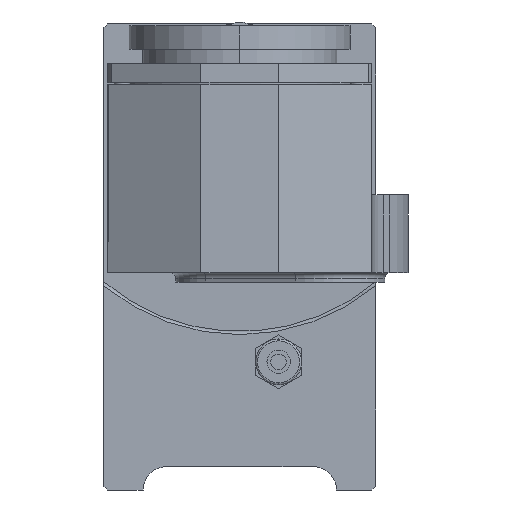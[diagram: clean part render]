
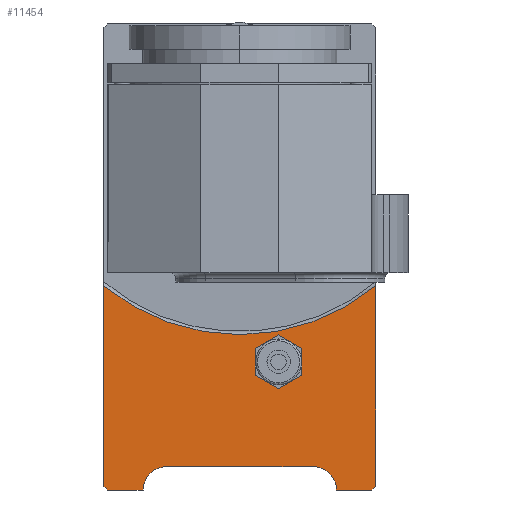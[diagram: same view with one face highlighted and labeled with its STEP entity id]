
A CAD part, left-side view. The second image highlights one B-rep face of the part: STEP entity #11454.
In plain terms, the highlighted planar face has unit normal (-1, 0, 0).
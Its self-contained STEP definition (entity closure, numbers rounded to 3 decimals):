
#4302=CARTESIAN_POINT('',(-13.,0.,0.));
#4303=DIRECTION('',(1.,0.,0.));
#4304=DIRECTION('',(0.,-0.636,-0.771));
#4305=AXIS2_PLACEMENT_3D('',#4302,#4303,#4304);
#4307=DIRECTION('',(0.,-1.,0.));
#4308=VECTOR('',#4307,9.1);
#4309=CARTESIAN_POINT('',(-13.,-24.9,-95.));
#4310=LINE('',#4309,#4308);
#4311=CARTESIAN_POINT('',(-13.,-18.9,-95.));
#4312=DIRECTION('',(-1.,0.,0.));
#4313=DIRECTION('',(0.,-1.,0.));
#4314=AXIS2_PLACEMENT_3D('',#4311,#4312,#4313);
#4316=DIRECTION('',(0.,1.,0.));
#4317=VECTOR('',#4316,37.8);
#4318=CARTESIAN_POINT('',(-13.,-18.9,-89.));
#4319=LINE('',#4318,#4317);
#4320=CARTESIAN_POINT('',(-13.,18.9,-95.));
#4321=DIRECTION('',(-1.,0.,0.));
#4322=DIRECTION('',(0.,0.,1.));
#4323=AXIS2_PLACEMENT_3D('',#4320,#4321,#4322);
#4325=DIRECTION('',(0.,-1.,0.));
#4326=VECTOR('',#4325,9.1);
#4327=CARTESIAN_POINT('',(-13.,34.,-95.));
#4328=LINE('',#4327,#4326);
#4329=DIRECTION('',(0.,-0.707,-0.707));
#4330=VECTOR('',#4329,1.414);
#4331=CARTESIAN_POINT('',(-13.,35.,-94.));
#4332=LINE('',#4331,#4330);
#4333=DIRECTION('',(0.,0.,-1.));
#4334=VECTOR('',#4333,51.574);
#4335=CARTESIAN_POINT('',(-13.,35.,-42.426));
#4336=LINE('',#4335,#4334);
#4337=DIRECTION('',(0.,0.,1.));
#4338=VECTOR('',#4337,51.574);
#4339=CARTESIAN_POINT('',(-13.,-35.,-94.));
#4340=LINE('',#4339,#4338);
#4341=DIRECTION('',(0.,-0.707,0.707));
#4342=VECTOR('',#4341,1.414);
#4343=CARTESIAN_POINT('',(-13.,-34.,-95.));
#4344=LINE('',#4343,#4342);
#4345=DIRECTION('',(0.,-0.866,0.5));
#4346=VECTOR('',#4345,6.928);
#4347=CARTESIAN_POINT('',(-13.,-10.,-68.928));
#4348=LINE('',#4347,#4346);
#4349=DIRECTION('',(0.,0.,1.));
#4350=VECTOR('',#4349,6.928);
#4351=CARTESIAN_POINT('',(-13.,-16.,-65.464));
#4352=LINE('',#4351,#4350);
#4353=DIRECTION('',(0.,0.866,0.5));
#4354=VECTOR('',#4353,6.928);
#4355=CARTESIAN_POINT('',(-13.,-16.,-58.536));
#4356=LINE('',#4355,#4354);
#4357=DIRECTION('',(0.,0.866,-0.5));
#4358=VECTOR('',#4357,6.928);
#4359=CARTESIAN_POINT('',(-13.,-10.,-55.072));
#4360=LINE('',#4359,#4358);
#4361=DIRECTION('',(0.,0.,-1.));
#4362=VECTOR('',#4361,6.928);
#4363=CARTESIAN_POINT('',(-13.,-4.,-58.536));
#4364=LINE('',#4363,#4362);
#4365=DIRECTION('',(0.,-0.866,-0.5));
#4366=VECTOR('',#4365,6.928);
#4367=CARTESIAN_POINT('',(-13.,-4.,-65.464));
#4368=LINE('',#4367,#4366);
#5016=CARTESIAN_POINT('',(-13.,-24.9,-95.));
#5018=VERTEX_POINT('',#5016);
#5020=CARTESIAN_POINT('',(-13.,24.9,-95.));
#5022=VERTEX_POINT('',#5020);
#5024=CARTESIAN_POINT('',(-13.,18.9,-89.));
#5026=VERTEX_POINT('',#5024);
#5028=CARTESIAN_POINT('',(-13.,-18.9,-89.));
#5030=VERTEX_POINT('',#5028);
#5048=CARTESIAN_POINT('',(-13.,-34.,-95.));
#5050=VERTEX_POINT('',#5048);
#5052=CARTESIAN_POINT('',(-13.,-35.,-94.));
#5054=VERTEX_POINT('',#5052);
#5056=CARTESIAN_POINT('',(-13.,35.,-94.));
#5058=VERTEX_POINT('',#5056);
#5060=CARTESIAN_POINT('',(-13.,34.,-95.));
#5062=VERTEX_POINT('',#5060);
#5072=CARTESIAN_POINT('',(-13.,-35.,-42.426));
#5073=VERTEX_POINT('',#5072);
#5074=CARTESIAN_POINT('',(-13.,35.,-42.426));
#5075=VERTEX_POINT('',#5074);
#5728=CARTESIAN_POINT('',(-13.,-10.,-68.928));
#5729=CARTESIAN_POINT('',(-13.,-16.,-65.464));
#5730=VERTEX_POINT('',#5728);
#5731=VERTEX_POINT('',#5729);
#5732=CARTESIAN_POINT('',(-13.,-16.,-58.536));
#5733=VERTEX_POINT('',#5732);
#5734=CARTESIAN_POINT('',(-13.,-10.,-55.072));
#5735=VERTEX_POINT('',#5734);
#5736=CARTESIAN_POINT('',(-13.,-4.,-58.536));
#5737=VERTEX_POINT('',#5736);
#5738=CARTESIAN_POINT('',(-13.,-4.,-65.464));
#5739=VERTEX_POINT('',#5738);
#11416=CARTESIAN_POINT('',(-13.,0.,0.));
#11417=DIRECTION('',(-1.,0.,0.));
#11418=DIRECTION('',(0.,0.,1.));
#11419=AXIS2_PLACEMENT_3D('',#11416,#11417,#11418);
#11420=PLANE('',#11419);
#11422=ORIENTED_EDGE('',*,*,#11421,.F.);
#11424=ORIENTED_EDGE('',*,*,#11423,.T.);
#11426=ORIENTED_EDGE('',*,*,#11425,.T.);
#11428=ORIENTED_EDGE('',*,*,#11427,.T.);
#11430=ORIENTED_EDGE('',*,*,#11429,.F.);
#11432=ORIENTED_EDGE('',*,*,#11431,.F.);
#11433=ORIENTED_EDGE('',*,*,#11382,.F.);
#11434=ORIENTED_EDGE('',*,*,#11410,.F.);
#11435=ORIENTED_EDGE('',*,*,#6933,.F.);
#11437=ORIENTED_EDGE('',*,*,#11436,.F.);
#11438=EDGE_LOOP('',(#11422,#11424,#11426,#11428,#11430,#11432,#11433,#11434,
#11435,#11437));
#11439=FACE_OUTER_BOUND('',#11438,.F.);
#11441=ORIENTED_EDGE('',*,*,#11440,.T.);
#11443=ORIENTED_EDGE('',*,*,#11442,.T.);
#11445=ORIENTED_EDGE('',*,*,#11444,.T.);
#11447=ORIENTED_EDGE('',*,*,#11446,.T.);
#11449=ORIENTED_EDGE('',*,*,#11448,.T.);
#11451=ORIENTED_EDGE('',*,*,#11450,.T.);
#11452=EDGE_LOOP('',(#11441,#11443,#11445,#11447,#11449,#11451));
#11453=FACE_BOUND('',#11452,.F.);
#11454=ADVANCED_FACE('',(#11439,#11453),#11420,.T.);
#4306=CIRCLE('',#4305,55.);
#4315=CIRCLE('',#4314,6.);
#4324=CIRCLE('',#4323,6.);
#6933=EDGE_CURVE('',#5054,#5073,#4340,.T.);
#11382=EDGE_CURVE('',#5075,#5058,#4336,.T.);
#11410=EDGE_CURVE('',#5073,#5075,#4306,.T.);
#11421=EDGE_CURVE('',#5018,#5050,#4310,.T.);
#11423=EDGE_CURVE('',#5018,#5030,#4315,.T.);
#11425=EDGE_CURVE('',#5030,#5026,#4319,.T.);
#11427=EDGE_CURVE('',#5026,#5022,#4324,.T.);
#11429=EDGE_CURVE('',#5062,#5022,#4328,.T.);
#11431=EDGE_CURVE('',#5058,#5062,#4332,.T.);
#11436=EDGE_CURVE('',#5050,#5054,#4344,.T.);
#11440=EDGE_CURVE('',#5730,#5731,#4348,.T.);
#11442=EDGE_CURVE('',#5731,#5733,#4352,.T.);
#11444=EDGE_CURVE('',#5733,#5735,#4356,.T.);
#11446=EDGE_CURVE('',#5735,#5737,#4360,.T.);
#11448=EDGE_CURVE('',#5737,#5739,#4364,.T.);
#11450=EDGE_CURVE('',#5739,#5730,#4368,.T.);
